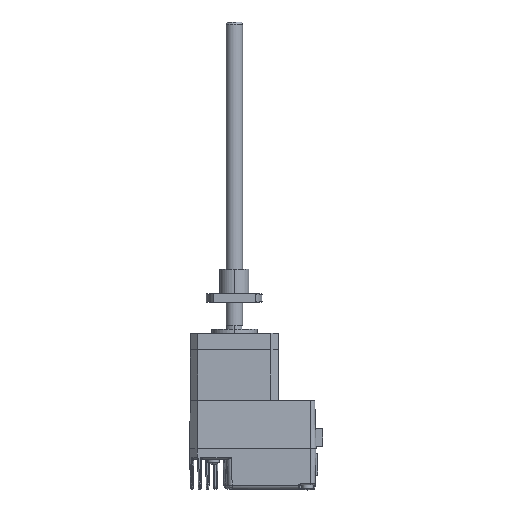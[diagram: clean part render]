
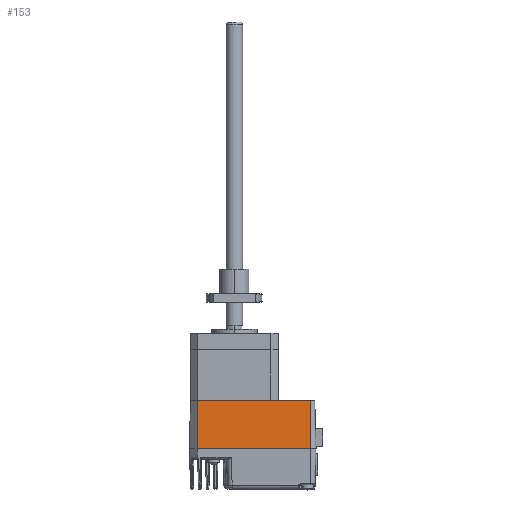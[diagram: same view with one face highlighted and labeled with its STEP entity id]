
A CAD part, top view. The second image highlights one B-rep face of the part: STEP entity #153.
In plain terms, the highlighted planar face has unit normal (0, 0.026, 1).
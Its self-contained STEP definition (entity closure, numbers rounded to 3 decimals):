
#153 = ADVANCED_FACE ( 'NONE', ( #5431 ), #17070, .T. ) ;
#187 = ORIENTED_EDGE ( 'NONE', *, *, #13645, .T. ) ;
#423 = AXIS2_PLACEMENT_3D ( 'NONE', #1470, #16924, #16871 ) ;
#937 = EDGE_CURVE ( 'NONE', #4110, #4001, #6042, .T. ) ;
#1470 = CARTESIAN_POINT ( 'NONE',  ( -14.081, -50.908, 75.65 ) ) ;
#1985 = ORIENTED_EDGE ( 'NONE', *, *, #15034, .T. ) ;
#2372 = VECTOR ( 'NONE', #5306, 1000. ) ;
#2764 = VECTOR ( 'NONE', #8194, 1000. ) ;
#2856 = ORIENTED_EDGE ( 'NONE', *, *, #937, .T. ) ;
#4001 = VERTEX_POINT ( 'NONE', #12012 ) ;
#4110 = VERTEX_POINT ( 'NONE', #17852 ) ;
#4473 = CARTESIAN_POINT ( 'NONE',  ( 40.319, -74.408, 76.265 ) ) ;
#4814 = CARTESIAN_POINT ( 'NONE',  ( 40.319, -50.908, 75.65 ) ) ;
#4908 = VECTOR ( 'NONE', #13348, 1000. ) ;
#5101 = CARTESIAN_POINT ( 'NONE',  ( -14.081, -50.908, 75.65 ) ) ;
#5306 = DIRECTION ( 'NONE',  ( -1., 0., 0. ) ) ;
#5431 = FACE_OUTER_BOUND ( 'NONE', #15767, .T. ) ;
#6042 = LINE ( 'NONE', #13688, #2372 ) ;
#6532 = ORIENTED_EDGE ( 'NONE', *, *, #14860, .T. ) ;
#8194 = DIRECTION ( 'NONE',  ( 1., 0., 0. ) ) ;
#9579 = CARTESIAN_POINT ( 'NONE',  ( -14.081, -74.408, 76.265 ) ) ;
#10991 = VERTEX_POINT ( 'NONE', #4473 ) ;
#11696 = DIRECTION ( 'NONE',  ( 0., 1., -0.026 ) ) ;
#12012 = CARTESIAN_POINT ( 'NONE',  ( -14.081, -50.908, 75.65 ) ) ;
#12676 = LINE ( 'NONE', #5101, #4908 ) ;
#13348 = DIRECTION ( 'NONE',  ( -0.011, -1., 0.026 ) ) ;
#13475 = VECTOR ( 'NONE', #11696, 1000. ) ;
#13645 = EDGE_CURVE ( 'NONE', #10991, #4110, #13918, .T. ) ;
#13688 = CARTESIAN_POINT ( 'NONE',  ( -14.081, -50.908, 75.65 ) ) ;
#13755 = LINE ( 'NONE', #9579, #2764 ) ;
#13918 = LINE ( 'NONE', #4814, #13475 ) ;
#14252 = VERTEX_POINT ( 'NONE', #15332 ) ;
#14860 = EDGE_CURVE ( 'NONE', #4001, #14252, #12676, .T. ) ;
#15034 = EDGE_CURVE ( 'NONE', #14252, #10991, #13755, .T. ) ;
#15332 = CARTESIAN_POINT ( 'NONE',  ( -14.336, -74.408, 76.265 ) ) ;
#15767 = EDGE_LOOP ( 'NONE', ( #2856, #6532, #1985, #187 ) ) ;
#16871 = DIRECTION ( 'NONE',  ( 0., -1., 0.026 ) ) ;
#16924 = DIRECTION ( 'NONE',  ( 0., 0.026, 1. ) ) ;
#17070 = PLANE ( 'NONE',  #423 ) ;
#17852 = CARTESIAN_POINT ( 'NONE',  ( 40.319, -50.908, 75.65 ) ) ;
